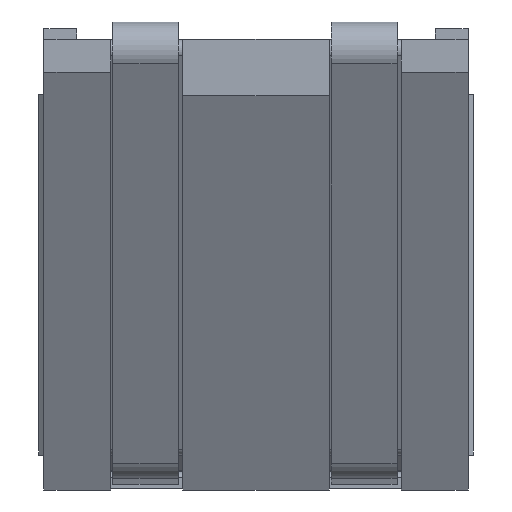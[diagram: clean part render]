
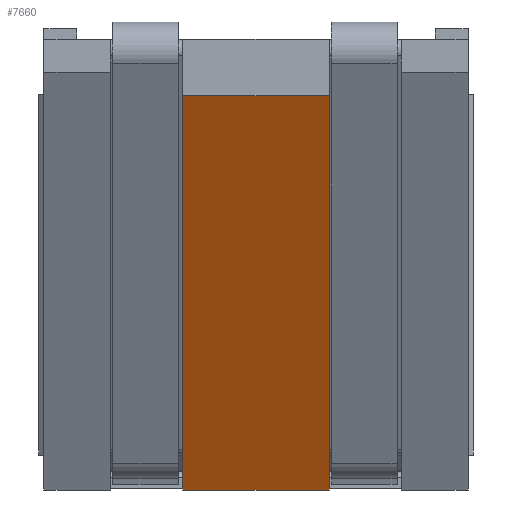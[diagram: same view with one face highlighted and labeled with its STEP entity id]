
A CAD part, front view. The second image highlights one B-rep face of the part: STEP entity #7660.
In plain terms, the highlighted planar face has unit normal (0, -0.883, -0.469).
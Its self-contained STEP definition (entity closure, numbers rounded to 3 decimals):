
#44 = VERTEX_POINT ( 'NONE', #623 ) ;
#386 = EDGE_CURVE ( 'NONE', #1582, #44, #9802, .T. ) ;
#623 = CARTESIAN_POINT ( 'NONE',  ( 0.851, -3.023, 4.581 ) ) ;
#1216 = VECTOR ( 'NONE', #7486, 1000. ) ;
#1391 = EDGE_LOOP ( 'NONE', ( #8408, #4655, #2492, #3008 ) ) ;
#1543 = CARTESIAN_POINT ( 'NONE',  ( -0.851, -3.023, 4.581 ) ) ;
#1582 = VERTEX_POINT ( 'NONE', #6962 ) ;
#1952 = CARTESIAN_POINT ( 'NONE',  ( -2.464, -3.135, 4.792 ) ) ;
#2003 = EDGE_CURVE ( 'NONE', #44, #2508, #8172, .T. ) ;
#2060 = DIRECTION ( 'NONE',  ( 0., -0.883, -0.469 ) ) ;
#2492 = ORIENTED_EDGE ( 'NONE', *, *, #9083, .T. ) ;
#2508 = VERTEX_POINT ( 'NONE', #1543 ) ;
#3008 = ORIENTED_EDGE ( 'NONE', *, *, #6770, .F. ) ;
#3159 = DIRECTION ( 'NONE',  ( 0., 0.469, -0.883 ) ) ;
#3303 = VECTOR ( 'NONE', #7842, 1000. ) ;
#3609 = CARTESIAN_POINT ( 'NONE',  ( 0.851, -0.587, 0. ) ) ;
#3886 = CARTESIAN_POINT ( 'NONE',  ( 0.851, -3.023, 4.581 ) ) ;
#4156 = VERTEX_POINT ( 'NONE', #8524 ) ;
#4655 = ORIENTED_EDGE ( 'NONE', *, *, #2003, .T. ) ;
#5067 = VECTOR ( 'NONE', #3159, 1000. ) ;
#5522 = CARTESIAN_POINT ( 'NONE',  ( -0.851, -3.023, 4.581 ) ) ;
#5670 = LINE ( 'NONE', #5522, #5067 ) ;
#6291 = FACE_OUTER_BOUND ( 'NONE', #1391, .T. ) ;
#6307 = CARTESIAN_POINT ( 'NONE',  ( 0.851, -0.587, 0. ) ) ;
#6678 = DIRECTION ( 'NONE',  ( 0., 0.469, -0.883 ) ) ;
#6708 = PLANE ( 'NONE',  #6738 ) ;
#6738 = AXIS2_PLACEMENT_3D ( 'NONE', #1952, #2060, #6678 ) ;
#6770 = EDGE_CURVE ( 'NONE', #1582, #4156, #8420, .T. ) ;
#6962 = CARTESIAN_POINT ( 'NONE',  ( 0.851, -0.587, 0. ) ) ;
#7027 = DIRECTION ( 'NONE',  ( -1., 0., 0. ) ) ;
#7486 = DIRECTION ( 'NONE',  ( 0., -0.469, 0.883 ) ) ;
#7660 = ADVANCED_FACE ( 'NONE', ( #6291 ), #6708, .T. ) ;
#7842 = DIRECTION ( 'NONE',  ( -1., 0., 0. ) ) ;
#8058 = VECTOR ( 'NONE', #7027, 1000. ) ;
#8172 = LINE ( 'NONE', #3886, #8058 ) ;
#8408 = ORIENTED_EDGE ( 'NONE', *, *, #386, .T. ) ;
#8420 = LINE ( 'NONE', #6307, #3303 ) ;
#8524 = CARTESIAN_POINT ( 'NONE',  ( -0.851, -0.587, 0. ) ) ;
#9083 = EDGE_CURVE ( 'NONE', #2508, #4156, #5670, .T. ) ;
#9802 = LINE ( 'NONE', #3609, #1216 ) ;
